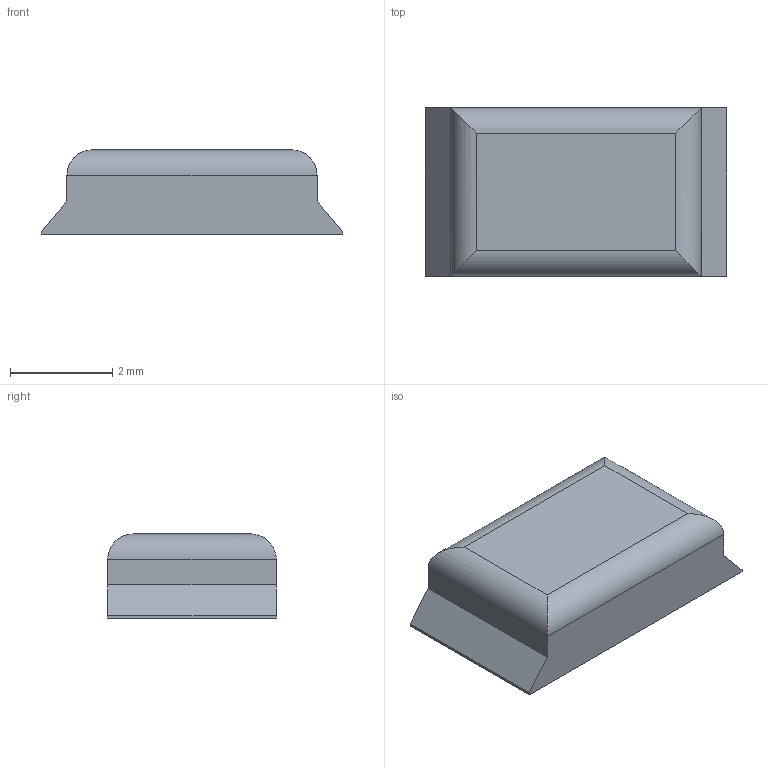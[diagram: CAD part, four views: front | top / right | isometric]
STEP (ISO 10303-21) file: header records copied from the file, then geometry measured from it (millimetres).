
FILE_DESCRIPTION (( 'STEP AP214' ), '1' );
FILE_NAME ('Button.STEP', '2021-03-07T20:46:58', ( '砐錪賧瘔蠈錪 Windows' ), ( '' ), 'SwSTEP 2.0', 'SolidWorks 2018', '' );
FILE_SCHEMA (( 'AUTOMOTIVE_DESIGN' ));
Length unit declared in the file: millimetre
Products named in the file (1): Button
Bounding box: 5.9 x 3.3 x 1.65 mm (x, y, z)
Volume: 24.5 mm3; surface area: 65.2 mm2
Topology: 1 solids, 1 shells, 19 faces, 44 edges, 28 vertices
Faces by surface type: plane 15, cylinder 4
Entity records: 560 total; most frequent: CARTESIAN_POINT 104, ORIENTED_EDGE 88, DIRECTION 80, EDGE_CURVE 44, VECTOR 40, LINE 40, VERTEX_POINT 28, EDGE_LOOP 20
